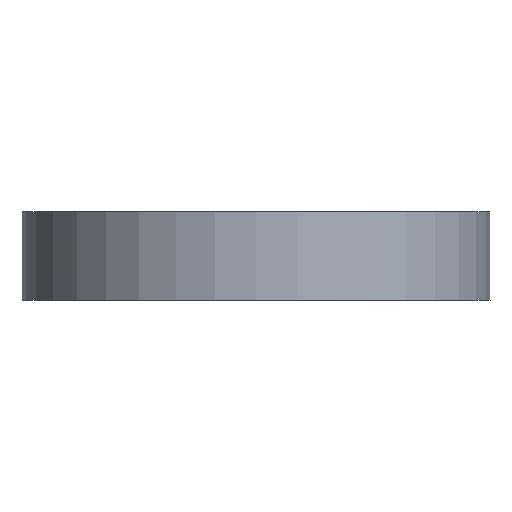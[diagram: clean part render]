
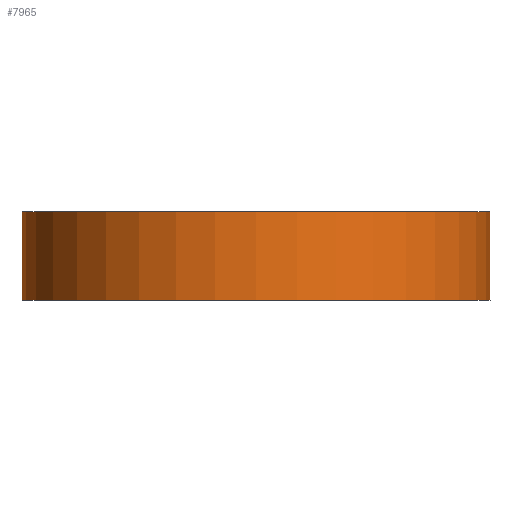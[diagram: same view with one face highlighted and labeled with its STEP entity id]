
A CAD part, front view. The second image highlights one B-rep face of the part: STEP entity #7965.
In plain terms, the highlighted cylindrical face has radius 30.5 mm (diameter 61 mm), a full revolution.
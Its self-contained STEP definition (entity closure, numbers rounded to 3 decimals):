
#123=CYLINDRICAL_SURFACE('',#8332,30.5);
#628=LINE('',#20966,#1133);
#1133=VECTOR('',#9569,30.5);
#2362=FACE_OUTER_BOUND('',#2799,.T.);
#2799=EDGE_LOOP('',(#7489,#7490,#7491,#7492));
#2800=CIRCLE('',#7969,30.5);
#2999=CIRCLE('',#8277,30.5);
#3018=VERTEX_POINT('',#9572);
#3740=VERTEX_POINT('',#19039);
#3812=EDGE_CURVE('',#3018,#3018,#2800,.T.);
#4840=EDGE_CURVE('',#3740,#3740,#2999,.T.);
#5038=EDGE_CURVE('',#3018,#3740,#628,.T.);
#7489=ORIENTED_EDGE('',*,*,#3812,.T.);
#7490=ORIENTED_EDGE('',*,*,#5038,.T.);
#7491=ORIENTED_EDGE('',*,*,#4840,.F.);
#7492=ORIENTED_EDGE('',*,*,#5038,.F.);
#7965=ADVANCED_FACE('',(#2362),#123,.T.);
#7969=AXIS2_PLACEMENT_3D('',#9573,#8337,#8338);
#8277=AXIS2_PLACEMENT_3D('',#19040,#9314,#9315);
#8332=AXIS2_PLACEMENT_3D('',#20965,#9567,#9568);
#8337=DIRECTION('center_axis',(0.,0.,1.));
#8338=DIRECTION('ref_axis',(1.,0.,0.));
#9314=DIRECTION('center_axis',(0.,0.,1.));
#9315=DIRECTION('ref_axis',(1.,0.,0.));
#9567=DIRECTION('center_axis',(0.,0.,-1.));
#9568=DIRECTION('ref_axis',(1.,0.,0.));
#9569=DIRECTION('',(0.,0.,1.));
#9572=CARTESIAN_POINT('',(-30.5,0.,-4.5));
#9573=CARTESIAN_POINT('Origin',(0.,0.,
-4.5));
#19039=CARTESIAN_POINT('',(-30.5,0.,7.));
#19040=CARTESIAN_POINT('Origin',(0.,0.,7.));
#20965=CARTESIAN_POINT('Origin',(0.,0.,
-1.));
#20966=CARTESIAN_POINT('',(-30.5,0.,-1.));
